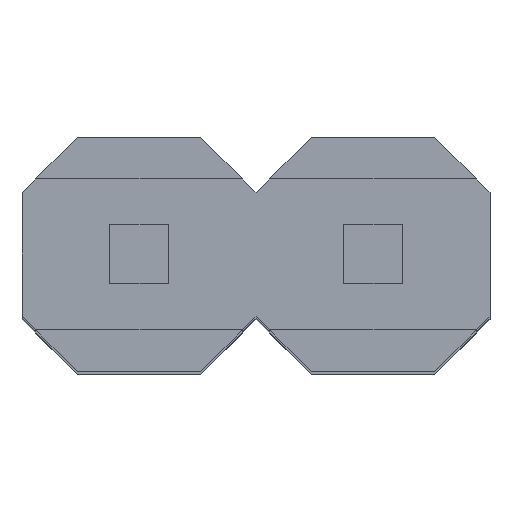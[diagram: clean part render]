
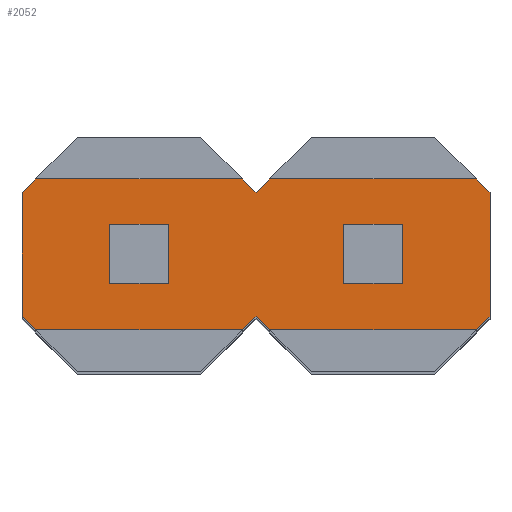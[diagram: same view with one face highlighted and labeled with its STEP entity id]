
A CAD part, top view. The second image highlights one B-rep face of the part: STEP entity #2052.
In plain terms, the highlighted planar face has unit normal (0, 0, 1).
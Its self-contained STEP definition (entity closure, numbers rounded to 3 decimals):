
#14=FACE_BOUND('',#275,.T.);
#15=FACE_BOUND('',#276,.T.);
#172=FACE_OUTER_BOUND('',#274,.T.);
#274=EDGE_LOOP('',(#1569,#1570,#1571,#1572,#1573,#1574,#1575,#1576,#1577,
#1578,#1579,#1580,#1581,#1582));
#275=EDGE_LOOP('',(#1583,#1584,#1585,#1586));
#276=EDGE_LOOP('',(#1587,#1588,#1589,#1590));
#342=LINE('',#2726,#618);
#345=LINE('',#2731,#621);
#346=LINE('',#2734,#622);
#348=LINE('',#2737,#624);
#350=LINE('',#2743,#626);
#360=LINE('',#2763,#636);
#362=LINE('',#2768,#638);
#364=LINE('',#2772,#640);
#371=LINE('',#2786,#647);
#380=LINE('',#2803,#656);
#382=LINE('',#2806,#658);
#478=LINE('',#3004,#754);
#481=LINE('',#3009,#757);
#482=LINE('',#3013,#758);
#483=LINE('',#3015,#759);
#484=LINE('',#3016,#760);
#485=LINE('',#3018,#761);
#486=LINE('',#3020,#762);
#487=LINE('',#3022,#763);
#488=LINE('',#3023,#764);
#489=LINE('',#3025,#765);
#490=LINE('',#3026,#766);
#618=VECTOR('',#2241,1.);
#621=VECTOR('',#2246,1.);
#622=VECTOR('',#2249,1.);
#624=VECTOR('',#2253,1.);
#626=VECTOR('',#2257,1.);
#636=VECTOR('',#2269,1.);
#638=VECTOR('',#2273,1.);
#640=VECTOR('',#2277,1.);
#647=VECTOR('',#2286,1.);
#656=VECTOR('',#2297,1.);
#658=VECTOR('',#2301,1.);
#754=VECTOR('',#2469,1.);
#757=VECTOR('',#2474,1.);
#758=VECTOR('',#2477,1.);
#759=VECTOR('',#2478,1.);
#760=VECTOR('',#2479,1.);
#761=VECTOR('',#2480,1.);
#762=VECTOR('',#2481,1.);
#763=VECTOR('',#2482,1.);
#764=VECTOR('',#2483,1.);
#765=VECTOR('',#2484,1.);
#766=VECTOR('',#2485,1.);
#893=VERTEX_POINT('',#2723);
#894=VERTEX_POINT('',#2725);
#895=VERTEX_POINT('',#2729);
#896=VERTEX_POINT('',#2733);
#897=VERTEX_POINT('',#2739);
#899=VERTEX_POINT('',#2742);
#904=VERTEX_POINT('',#2753);
#908=VERTEX_POINT('',#2761);
#910=VERTEX_POINT('',#2767);
#911=VERTEX_POINT('',#2771);
#917=VERTEX_POINT('',#2785);
#922=VERTEX_POINT('',#2796);
#989=VERTEX_POINT('',#3001);
#990=VERTEX_POINT('',#3003);
#991=VERTEX_POINT('',#3007);
#992=VERTEX_POINT('',#3011);
#993=VERTEX_POINT('',#3012);
#994=VERTEX_POINT('',#3014);
#995=VERTEX_POINT('',#3017);
#996=VERTEX_POINT('',#3019);
#997=VERTEX_POINT('',#3021);
#998=VERTEX_POINT('',#3024);
#1078=EDGE_CURVE('',#894,#893,#342,.T.);
#1081=EDGE_CURVE('',#893,#895,#345,.T.);
#1082=EDGE_CURVE('',#896,#894,#346,.T.);
#1084=EDGE_CURVE('',#895,#896,#348,.T.);
#1086=EDGE_CURVE('',#899,#897,#350,.T.);
#1096=EDGE_CURVE('',#904,#908,#360,.T.);
#1098=EDGE_CURVE('',#904,#910,#362,.T.);
#1100=EDGE_CURVE('',#911,#910,#364,.T.);
#1107=EDGE_CURVE('',#917,#911,#371,.T.);
#1116=EDGE_CURVE('',#922,#917,#380,.T.);
#1118=EDGE_CURVE('',#922,#897,#382,.T.);
#1214=EDGE_CURVE('',#990,#989,#478,.T.);
#1217=EDGE_CURVE('',#989,#991,#481,.T.);
#1218=EDGE_CURVE('',#992,#993,#482,.T.);
#1219=EDGE_CURVE('',#994,#993,#483,.T.);
#1220=EDGE_CURVE('',#994,#899,#484,.T.);
#1221=EDGE_CURVE('',#908,#995,#485,.T.);
#1222=EDGE_CURVE('',#996,#995,#486,.T.);
#1223=EDGE_CURVE('',#996,#997,#487,.T.);
#1224=EDGE_CURVE('',#997,#992,#488,.T.);
#1225=EDGE_CURVE('',#991,#998,#489,.T.);
#1226=EDGE_CURVE('',#998,#990,#490,.T.);
#1569=ORIENTED_EDGE('',*,*,#1218,.T.);
#1570=ORIENTED_EDGE('',*,*,#1219,.F.);
#1571=ORIENTED_EDGE('',*,*,#1220,.T.);
#1572=ORIENTED_EDGE('',*,*,#1086,.T.);
#1573=ORIENTED_EDGE('',*,*,#1118,.F.);
#1574=ORIENTED_EDGE('',*,*,#1116,.T.);
#1575=ORIENTED_EDGE('',*,*,#1107,.T.);
#1576=ORIENTED_EDGE('',*,*,#1100,.T.);
#1577=ORIENTED_EDGE('',*,*,#1098,.F.);
#1578=ORIENTED_EDGE('',*,*,#1096,.T.);
#1579=ORIENTED_EDGE('',*,*,#1221,.T.);
#1580=ORIENTED_EDGE('',*,*,#1222,.F.);
#1581=ORIENTED_EDGE('',*,*,#1223,.T.);
#1582=ORIENTED_EDGE('',*,*,#1224,.T.);
#1583=ORIENTED_EDGE('',*,*,#1084,.T.);
#1584=ORIENTED_EDGE('',*,*,#1082,.T.);
#1585=ORIENTED_EDGE('',*,*,#1078,.T.);
#1586=ORIENTED_EDGE('',*,*,#1081,.T.);
#1587=ORIENTED_EDGE('',*,*,#1225,.T.);
#1588=ORIENTED_EDGE('',*,*,#1226,.T.);
#1589=ORIENTED_EDGE('',*,*,#1214,.T.);
#1590=ORIENTED_EDGE('',*,*,#1217,.T.);
#1950=PLANE('',#2177);
#2052=ADVANCED_FACE('',(#172,#14,#15),#1950,.F.);
#2177=AXIS2_PLACEMENT_3D('',#3010,#2475,#2476);
#2241=DIRECTION('',(-1.,0.,0.));
#2246=DIRECTION('',(0.,1.,0.));
#2249=DIRECTION('',(0.,-1.,0.));
#2253=DIRECTION('',(1.,0.,0.));
#2257=DIRECTION('',(0.707,-0.707,0.));
#2269=DIRECTION('',(-0.707,-0.707,0.));
#2273=DIRECTION('',(1.,0.,0.));
#2277=DIRECTION('',(-0.707,0.707,0.));
#2286=DIRECTION('',(0.,1.,0.));
#2297=DIRECTION('',(0.707,0.707,0.));
#2301=DIRECTION('',(-1.,0.,0.));
#2469=DIRECTION('',(-1.,0.,0.));
#2474=DIRECTION('',(0.,1.,0.));
#2475=DIRECTION('center_axis',(0.,0.,-1.));
#2476=DIRECTION('ref_axis',(-1.,0.,0.));
#2477=DIRECTION('',(0.707,-0.707,0.));
#2478=DIRECTION('',(-1.,0.,0.));
#2479=DIRECTION('',(0.707,0.707,0.));
#2480=DIRECTION('',(-0.707,0.707,0.));
#2481=DIRECTION('',(1.,0.,0.));
#2482=DIRECTION('',(-0.707,-0.707,0.));
#2483=DIRECTION('',(0.,-1.,0.));
#2484=DIRECTION('',(1.,0.,0.));
#2485=DIRECTION('',(0.,-1.,0.));
#2723=CARTESIAN_POINT('',(2.22,-0.32,19.3));
#2725=CARTESIAN_POINT('',(2.86,-0.32,19.3));
#2726=CARTESIAN_POINT('',(2.86,-0.32,19.3));
#2729=CARTESIAN_POINT('',(2.22,0.32,19.3));
#2731=CARTESIAN_POINT('',(2.22,-0.32,19.3));
#2733=CARTESIAN_POINT('',(2.86,0.32,19.3));
#2734=CARTESIAN_POINT('',(2.86,0.32,19.3));
#2737=CARTESIAN_POINT('',(2.22,0.32,19.3));
#2739=CARTESIAN_POINT('',(1.42,-0.82,19.3));
#2742=CARTESIAN_POINT('',(1.27,-0.67,19.3));
#2743=CARTESIAN_POINT('',(1.27,-0.67,19.3));
#2753=CARTESIAN_POINT('',(1.42,0.82,19.3));
#2761=CARTESIAN_POINT('',(1.27,0.67,19.3));
#2763=CARTESIAN_POINT('',(1.42,0.82,19.3));
#2767=CARTESIAN_POINT('',(3.66,0.82,19.3));
#2768=CARTESIAN_POINT('',(1.42,0.82,19.3));
#2771=CARTESIAN_POINT('',(3.81,0.67,19.3));
#2772=CARTESIAN_POINT('',(3.81,0.67,19.3));
#2785=CARTESIAN_POINT('',(3.81,-0.67,19.3));
#2786=CARTESIAN_POINT('',(3.81,-0.67,19.3));
#2796=CARTESIAN_POINT('',(3.66,-0.82,19.3));
#2803=CARTESIAN_POINT('',(3.66,-0.82,19.3));
#2806=CARTESIAN_POINT('',(3.66,-0.82,19.3));
#3001=CARTESIAN_POINT('',(-0.32,-0.32,19.3));
#3003=CARTESIAN_POINT('',(0.32,-0.32,19.3));
#3004=CARTESIAN_POINT('',(0.32,-0.32,19.3));
#3007=CARTESIAN_POINT('',(-0.32,0.32,19.3));
#3009=CARTESIAN_POINT('',(-0.32,-0.32,19.3));
#3010=CARTESIAN_POINT('Origin',(0.,0.,19.3));
#3011=CARTESIAN_POINT('',(-1.27,-0.67,19.3));
#3012=CARTESIAN_POINT('',(-1.12,-0.82,19.3));
#3013=CARTESIAN_POINT('',(-1.27,-0.67,19.3));
#3014=CARTESIAN_POINT('',(1.12,-0.82,19.3));
#3015=CARTESIAN_POINT('',(1.12,-0.82,19.3));
#3016=CARTESIAN_POINT('',(1.12,-0.82,19.3));
#3017=CARTESIAN_POINT('',(1.12,0.82,19.3));
#3018=CARTESIAN_POINT('',(1.27,0.67,19.3));
#3019=CARTESIAN_POINT('',(-1.12,0.82,19.3));
#3020=CARTESIAN_POINT('',(-1.12,0.82,19.3));
#3021=CARTESIAN_POINT('',(-1.27,0.67,19.3));
#3022=CARTESIAN_POINT('',(-1.12,0.82,19.3));
#3023=CARTESIAN_POINT('',(-1.27,0.67,19.3));
#3024=CARTESIAN_POINT('',(0.32,0.32,19.3));
#3025=CARTESIAN_POINT('',(-0.32,0.32,19.3));
#3026=CARTESIAN_POINT('',(0.32,0.32,19.3));
